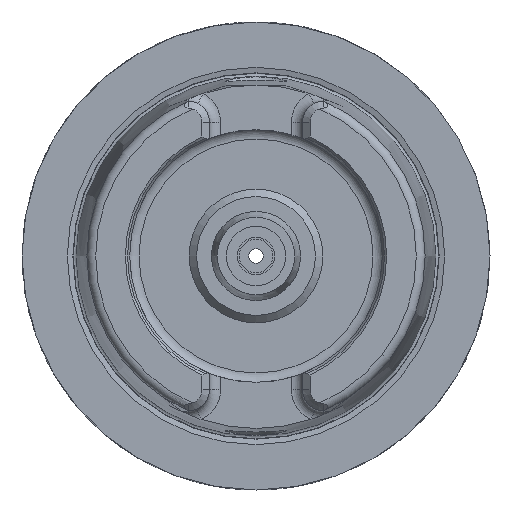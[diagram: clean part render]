
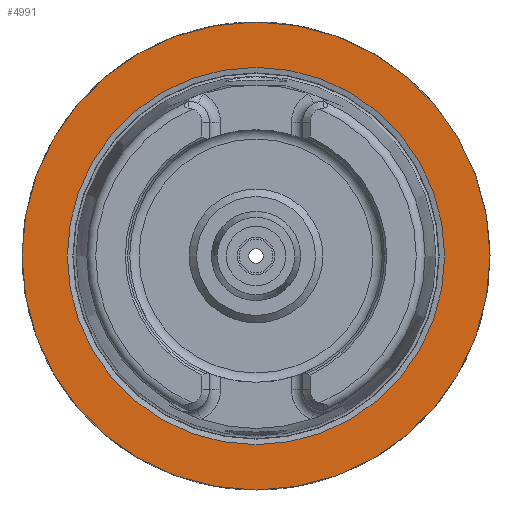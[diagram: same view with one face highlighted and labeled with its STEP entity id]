
A CAD part, left-side view. The second image highlights one B-rep face of the part: STEP entity #4991.
In plain terms, the highlighted planar face has unit normal (-1, 0, 0).
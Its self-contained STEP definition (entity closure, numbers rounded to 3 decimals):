
#4182=CARTESIAN_POINT('',(0.0,31.5,0.0));
#4183=VERTEX_POINT('',#4182);
#4184=CARTESIAN_POINT('',(0.0,0.0,0.0));
#4185=DIRECTION('',(1.0,0.0,0.0));
#4186=DIRECTION('',(0.0,1.0,0.0));
#4187=AXIS2_PLACEMENT_3D('',#4184,#4185,#4186);
#4188=CIRCLE('',#4187,31.5);
#4189=EDGE_CURVE('',#4183,#4183,#4188,.T.);
#4965=CARTESIAN_POINT('',(0.0,25.4,0.0));
#4966=VERTEX_POINT('',#4965);
#4967=CARTESIAN_POINT('',(0.0,0.0,0.0));
#4968=DIRECTION('',(1.0,0.0,0.0));
#4969=DIRECTION('',(0.0,1.0,0.0));
#4970=AXIS2_PLACEMENT_3D('',#4967,#4968,#4969);
#4971=CIRCLE('',#4970,25.4);
#4972=EDGE_CURVE('',#4966,#4966,#4971,.T.);
#4980=CARTESIAN_POINT('',(0.0,28.45,0.0));
#4981=DIRECTION('',(-1.0,0.0,0.0));
#4982=DIRECTION('',(0.0,0.0,1.0));
#4983=AXIS2_PLACEMENT_3D('',#4980,#4981,#4982);
#4984=PLANE('',#4983);
#4985=ORIENTED_EDGE('',*,*,#4189,.F.);
#4986=EDGE_LOOP('',(#4985));
#4987=FACE_OUTER_BOUND('',#4986,.T.);
#4988=ORIENTED_EDGE('',*,*,#4972,.T.);
#4989=EDGE_LOOP('',(#4988));
#4990=FACE_BOUND('',#4989,.T.);
#4991=ADVANCED_FACE('',(#4987,#4990),#4984,.T.);
